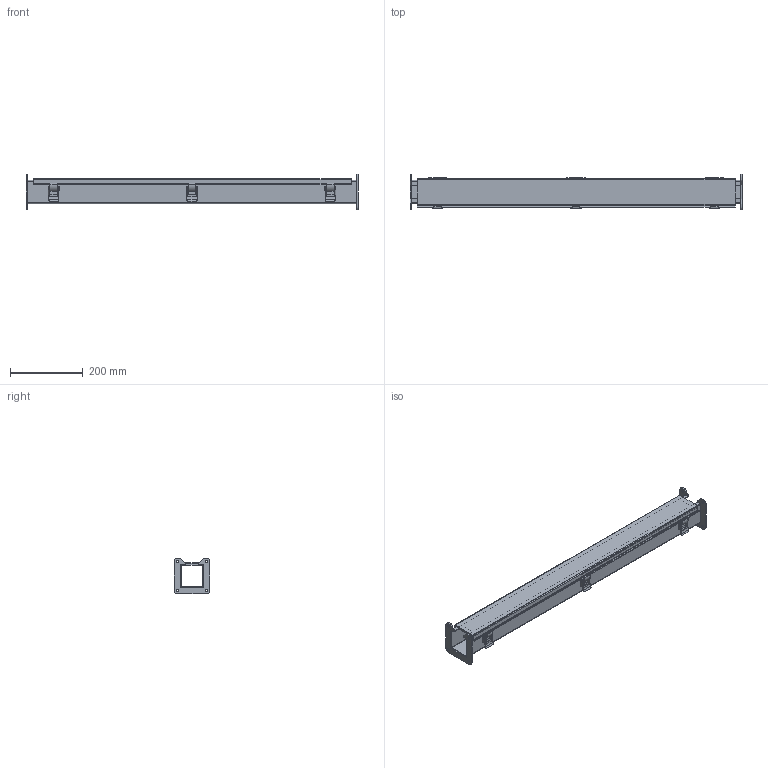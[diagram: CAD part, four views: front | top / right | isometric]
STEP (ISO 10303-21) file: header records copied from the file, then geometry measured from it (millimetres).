
FILE_DESCRIPTION (( 'STEP AP203' ), '1' );
FILE_NAME ('1485B36.step', '2020-11-19T14:27:54', ( 'ADC123' ), ( 'Microsoft' ), 'SwSTEP 2.0', 'SolidWorks 2019', '' );
FILE_SCHEMA (( 'CONFIG_CONTROL_DESIGN' ));
Length unit declared in the file: inch
Products named in the file (1): 1485B36
Bounding box: 914.4 x 98.42 x 98.42 mm (x, y, z)
Volume: 678953.5 mm3; surface area: 691516.8 mm2
Topology: 26 solids, 26 shells, 510 faces, 1296 edges, 844 vertices
Faces by surface type: plane 304, cylinder 188, bspline 18
Full cylindrical faces by diameter (mm): 3.175 x6, 4.013 x6, 4.115 x6, 4.166 x6, 7.137 x8
Entity records: 15993 total; most frequent: CARTESIAN_POINT 3483, DIRECTION 2602, ORIENTED_EDGE 2504, EDGE_CURVE 1252, AXIS2_PLACEMENT_3D 875, LINE 852, VECTOR 852, VERTEX_POINT 844
